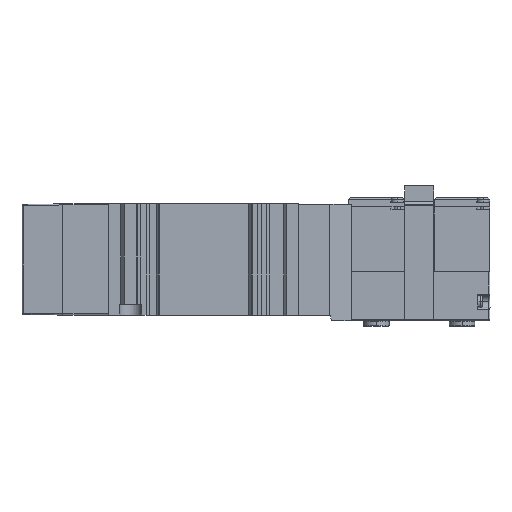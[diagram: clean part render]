
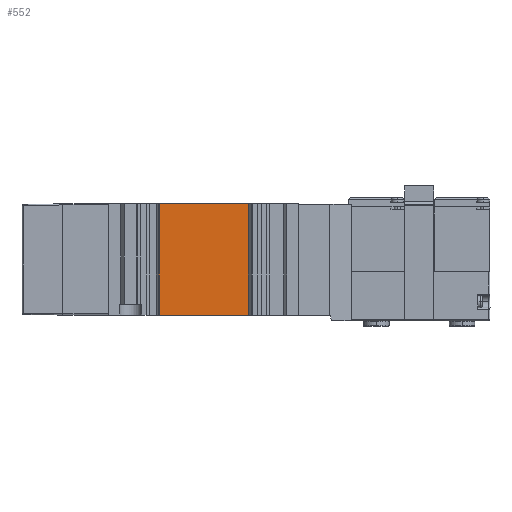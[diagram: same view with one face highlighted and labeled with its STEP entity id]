
A CAD part, front view. The second image highlights one B-rep face of the part: STEP entity #552.
In plain terms, the highlighted planar face has unit normal (0, -1, 0).
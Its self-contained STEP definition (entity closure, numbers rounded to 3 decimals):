
#210 = CARTESIAN_POINT ( 'NONE',  ( 12.201, -7.5, 0. ) ) ;
#552 = ADVANCED_FACE ( 'NONE', ( #10259 ), #34740, .F. ) ;
#5206 = EDGE_CURVE ( 'NONE', #23235, #18328, #44559, .T. ) ;
#5535 = CARTESIAN_POINT ( 'NONE',  ( -12.207, -7.5, -15.25 ) ) ;
#6419 = CARTESIAN_POINT ( 'NONE',  ( 0., -7.5, 15.25 ) ) ;
#6789 = ORIENTED_EDGE ( 'NONE', *, *, #21351, .F. ) ;
#9248 = AXIS2_PLACEMENT_3D ( 'NONE', #24111, #41749, #31122 ) ;
#10259 = FACE_OUTER_BOUND ( 'NONE', #29782, .T. ) ;
#12089 = CARTESIAN_POINT ( 'NONE',  ( -12.207, -7.5, 15.25 ) ) ;
#15269 = CARTESIAN_POINT ( 'NONE',  ( 12.201, -7.5, 15.25 ) ) ;
#16862 = LINE ( 'NONE', #6419, #19009 ) ;
#18328 = VERTEX_POINT ( 'NONE', #12089 ) ;
#18367 = VERTEX_POINT ( 'NONE', #15269 ) ;
#19009 = VECTOR ( 'NONE', #20043, 1000. ) ;
#19352 = EDGE_CURVE ( 'NONE', #18367, #34077, #28320, .T. ) ;
#20043 = DIRECTION ( 'NONE',  ( 1., 0., 0. ) ) ;
#21351 = EDGE_CURVE ( 'NONE', #18328, #18367, #16862, .T. ) ;
#23235 = VERTEX_POINT ( 'NONE', #5535 ) ;
#23362 = EDGE_CURVE ( 'NONE', #34077, #23235, #43170, .T. ) ;
#24111 = CARTESIAN_POINT ( 'NONE',  ( 0., -7.5, 0. ) ) ;
#26563 = ORIENTED_EDGE ( 'NONE', *, *, #23362, .F. ) ;
#27445 = VECTOR ( 'NONE', #42133, 1000. ) ;
#27796 = VECTOR ( 'NONE', #29788, 1000. ) ;
#28141 = VECTOR ( 'NONE', #37966, 1000. ) ;
#28320 = LINE ( 'NONE', #210, #27445 ) ;
#28674 = ORIENTED_EDGE ( 'NONE', *, *, #5206, .F. ) ;
#29782 = EDGE_LOOP ( 'NONE', ( #43268, #6789, #28674, #26563 ) ) ;
#29788 = DIRECTION ( 'NONE',  ( -1., 0., 0. ) ) ;
#31122 = DIRECTION ( 'NONE',  ( 0., 0., 1. ) ) ;
#34077 = VERTEX_POINT ( 'NONE', #34895 ) ;
#34740 = PLANE ( 'NONE',  #9248 ) ;
#34895 = CARTESIAN_POINT ( 'NONE',  ( 12.201, -7.5, -15.25 ) ) ;
#36591 = CARTESIAN_POINT ( 'NONE',  ( 0., -7.5, -15.25 ) ) ;
#37966 = DIRECTION ( 'NONE',  ( 0., 0., 1. ) ) ;
#41361 = CARTESIAN_POINT ( 'NONE',  ( -12.207, -7.5, 0. ) ) ;
#41749 = DIRECTION ( 'NONE',  ( 0., 1., 0. ) ) ;
#42133 = DIRECTION ( 'NONE',  ( 0., 0., -1. ) ) ;
#43170 = LINE ( 'NONE', #36591, #27796 ) ;
#43268 = ORIENTED_EDGE ( 'NONE', *, *, #19352, .F. ) ;
#44559 = LINE ( 'NONE', #41361, #28141 ) ;
